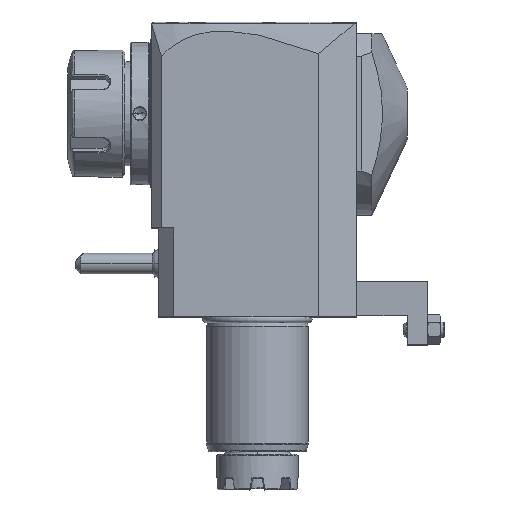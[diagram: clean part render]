
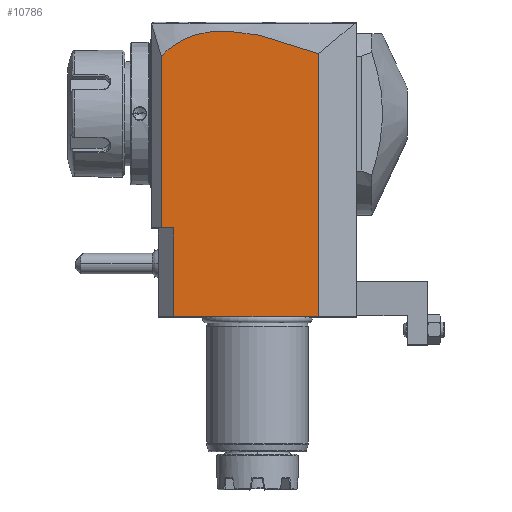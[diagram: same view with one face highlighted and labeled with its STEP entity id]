
A CAD part, top view. The second image highlights one B-rep face of the part: STEP entity #10786.
In plain terms, the highlighted planar face has unit normal (0, 0, 1).
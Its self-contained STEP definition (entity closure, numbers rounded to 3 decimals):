
#29=DIRECTION('',(-1.,0.,0.));
#30=VECTOR('',#29,57.);
#31=CARTESIAN_POINT('',(24.,0.,37.5));
#32=LINE('',#31,#30);
#245=DIRECTION('',(0.,-1.,0.));
#246=VECTOR('',#245,35.);
#247=CARTESIAN_POINT('',(-33.,35.,37.5));
#248=LINE('',#247,#246);
#253=DIRECTION('',(0.,-1.,0.));
#254=VECTOR('',#253,103.515);
#255=CARTESIAN_POINT('',(24.,103.515,37.5));
#256=LINE('',#255,#254);
#257=DIRECTION('',(0.,-1.,0.));
#258=VECTOR('',#257,67.483);
#259=CARTESIAN_POINT('',(-37.8,102.483,37.5));
#260=LINE('',#259,#258);
#261=CARTESIAN_POINT('',(24.,103.515,37.5));
#262=CARTESIAN_POINT('',(22.793,103.989,37.5));
#263=CARTESIAN_POINT('',(20.433,104.893,37.5));
#264=CARTESIAN_POINT('',(17.053,106.117,37.5));
#265=CARTESIAN_POINT('',(13.838,107.212,37.5));
#266=CARTESIAN_POINT('',(10.79,108.18,37.5));
#267=CARTESIAN_POINT('',(7.912,109.027,37.5));
#268=CARTESIAN_POINT('',(5.211,109.756,37.5));
#269=CARTESIAN_POINT('',(2.683,110.374,37.5));
#270=CARTESIAN_POINT('',(0.32,110.892,37.5));
#271=CARTESIAN_POINT('',(-1.886,111.318,37.5));
#272=CARTESIAN_POINT('',(-3.946,111.661,37.5));
#273=CARTESIAN_POINT('',(-5.876,111.931,37.5));
#274=CARTESIAN_POINT('',(-7.689,112.136,37.5));
#275=CARTESIAN_POINT('',(-9.401,112.282,37.5));
#276=CARTESIAN_POINT('',(-11.023,112.376,37.5));
#277=CARTESIAN_POINT('',(-12.56,112.42,37.5));
#278=CARTESIAN_POINT('',(-14.02,112.421,37.5));
#279=CARTESIAN_POINT('',(-15.411,112.38,37.5));
#280=CARTESIAN_POINT('',(-16.738,112.301,37.5));
#281=CARTESIAN_POINT('',(-18.006,112.187,37.5));
#282=CARTESIAN_POINT('',(-19.22,112.04,37.5));
#283=CARTESIAN_POINT('',(-20.384,111.862,37.5));
#284=CARTESIAN_POINT('',(-21.504,111.654,37.5));
#285=CARTESIAN_POINT('',(-22.582,111.419,37.5));
#286=CARTESIAN_POINT('',(-23.622,111.156,37.5));
#287=CARTESIAN_POINT('',(-24.628,110.866,37.5));
#288=CARTESIAN_POINT('',(-25.601,110.551,37.5));
#289=CARTESIAN_POINT('',(-26.546,110.21,37.5));
#290=CARTESIAN_POINT('',(-27.464,109.844,37.5));
#291=CARTESIAN_POINT('',(-28.357,109.452,37.5));
#292=CARTESIAN_POINT('',(-29.229,109.035,37.5));
#293=CARTESIAN_POINT('',(-30.079,108.592,37.5));
#294=CARTESIAN_POINT('',(-30.911,108.121,37.5));
#295=CARTESIAN_POINT('',(-31.726,107.624,37.5));
#296=CARTESIAN_POINT('',(-32.526,107.098,37.5));
#297=CARTESIAN_POINT('',(-33.312,106.542,37.5));
#298=CARTESIAN_POINT('',(-34.085,105.955,37.5));
#299=CARTESIAN_POINT('',(-34.847,105.336,37.5));
#300=CARTESIAN_POINT('',(-35.598,104.682,37.5));
#301=CARTESIAN_POINT('',(-36.34,103.991,37.5));
#302=CARTESIAN_POINT('',(-37.075,103.261,37.5));
#303=CARTESIAN_POINT('',(-37.559,102.747,37.5));
#304=CARTESIAN_POINT('',(-37.8,102.483,37.5));
#310=DIRECTION('',(1.,0.,0.));
#311=VECTOR('',#310,4.8);
#312=CARTESIAN_POINT('',(-37.8,35.,37.5));
#313=LINE('',#312,#311);
#9950=CARTESIAN_POINT('',(-37.8,102.483,37.5));
#9951=CARTESIAN_POINT('',(-37.8,35.,37.5));
#9952=VERTEX_POINT('',#9950);
#9953=VERTEX_POINT('',#9951);
#9979=VERTEX_POINT('',#261);
#10008=CARTESIAN_POINT('',(-33.,35.,37.5));
#10009=VERTEX_POINT('',#10008);
#10368=CARTESIAN_POINT('',(24.,0.,37.5));
#10370=VERTEX_POINT('',#10368);
#10371=CARTESIAN_POINT('',(-33.,0.,37.5));
#10372=VERTEX_POINT('',#10371);
#10770=CARTESIAN_POINT('',(-39.202,35.,37.5));
#10771=DIRECTION('',(0.,0.,1.));
#10772=DIRECTION('',(1.,0.,0.));
#10773=AXIS2_PLACEMENT_3D('',#10770,#10771,#10772);
#10774=PLANE('',#10773);
#10775=ORIENTED_EDGE('',*,*,#10611,.T.);
#10776=ORIENTED_EDGE('',*,*,#10586,.T.);
#10777=ORIENTED_EDGE('',*,*,#10761,.F.);
#10779=ORIENTED_EDGE('',*,*,#10778,.F.);
#10781=ORIENTED_EDGE('',*,*,#10780,.F.);
#10783=ORIENTED_EDGE('',*,*,#10782,.F.);
#10784=EDGE_LOOP('',(#10775,#10776,#10777,#10779,#10781,#10783));
#10785=FACE_OUTER_BOUND('',#10784,.F.);
#305=B_SPLINE_CURVE_WITH_KNOTS('',3,(#261,#262,#263,#264,#265,#266,#267,#268,
#269,#270,#271,#272,#273,#274,#275,#276,#277,#278,#279,#280,#281,#282,#283,#284,
#285,#286,#287,#288,#289,#290,#291,#292,#293,#294,#295,#296,#297,#298,#299,#300,
#301,#302,#303,#304),.UNSPECIFIED.,.F.,.F.,(4,1,1,1,1,1,1,1,1,1,1,1,1,1,1,1,1,1,
1,1,1,1,1,1,1,1,1,1,1,1,1,1,1,1,1,1,1,1,1,1,1,4),(0.,0.024,
0.049,0.073,0.098,0.122,
0.146,0.171,0.195,0.22,
0.244,0.268,0.293,0.317,
0.341,0.366,0.39,0.415,
0.439,0.463,0.488,0.512,
0.537,0.561,0.585,0.61,
0.634,0.659,0.683,0.707,
0.732,0.756,0.78,0.805,
0.829,0.854,0.878,0.902,
0.927,0.951,0.976,1.),.UNSPECIFIED.);
#10586=EDGE_CURVE('',#10370,#10372,#32,.T.);
#10611=EDGE_CURVE('',#9979,#10370,#256,.T.);
#10761=EDGE_CURVE('',#10009,#10372,#248,.T.);
#10778=EDGE_CURVE('',#9953,#10009,#313,.T.);
#10780=EDGE_CURVE('',#9952,#9953,#260,.T.);
#10782=EDGE_CURVE('',#9979,#9952,#305,.T.);
#10786=ADVANCED_FACE('',(#10785),#10774,.T.);
